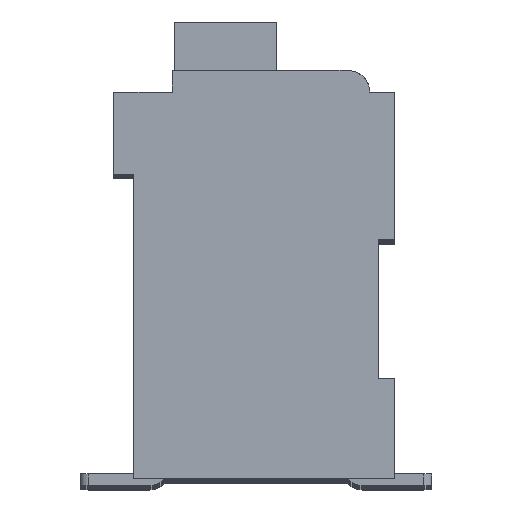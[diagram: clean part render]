
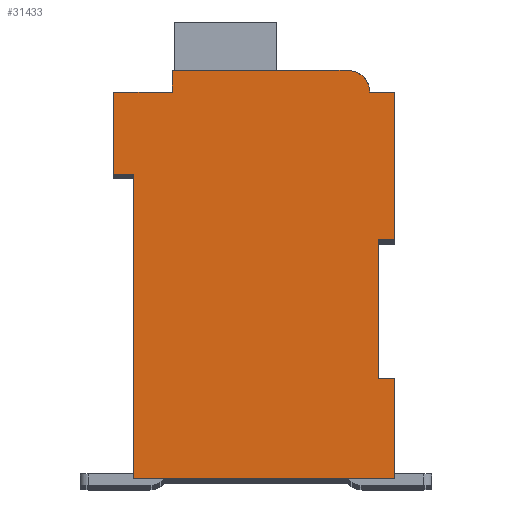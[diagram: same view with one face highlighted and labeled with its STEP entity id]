
A CAD part, top view. The second image highlights one B-rep face of the part: STEP entity #31433.
In plain terms, the highlighted planar face has unit normal (0, 0, 1).
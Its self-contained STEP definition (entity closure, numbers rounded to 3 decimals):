
#7470=DIRECTION('',(1.,0.,0.));
#7471=VECTOR('',#7470,0.5);
#7472=CARTESIAN_POINT('',(7.3,7.15,2.1));
#7473=LINE('',#7472,#7471);
#7474=DIRECTION('',(0.,1.,0.));
#7475=VECTOR('',#7474,4.15);
#7476=CARTESIAN_POINT('',(7.3,3.,2.1));
#7477=LINE('',#7476,#7475);
#7478=DIRECTION('',(-1.,0.,0.));
#7479=VECTOR('',#7478,0.5);
#7480=CARTESIAN_POINT('',(7.8,3.,2.1));
#7481=LINE('',#7480,#7479);
#7482=DIRECTION('',(0.,1.,0.));
#7483=VECTOR('',#7482,3.);
#7484=CARTESIAN_POINT('',(7.8,0.,2.1));
#7485=LINE('',#7484,#7483);
#7486=DIRECTION('',(1.,0.,0.));
#7487=VECTOR('',#7486,7.8);
#7488=CARTESIAN_POINT('',(0.,0.,2.1));
#7489=LINE('',#7488,#7487);
#7490=DIRECTION('',(0.,-1.,0.));
#7491=VECTOR('',#7490,9.1);
#7492=CARTESIAN_POINT('',(0.,9.1,2.1));
#7493=LINE('',#7492,#7491);
#7494=DIRECTION('',(1.,0.,0.));
#7495=VECTOR('',#7494,0.6);
#7496=CARTESIAN_POINT('',(-0.6,9.1,2.1));
#7497=LINE('',#7496,#7495);
#7498=DIRECTION('',(0.,-1.,0.));
#7499=VECTOR('',#7498,2.45);
#7500=CARTESIAN_POINT('',(-0.6,11.55,2.1));
#7501=LINE('',#7500,#7499);
#7502=DIRECTION('',(-1.,0.,0.));
#7503=VECTOR('',#7502,1.75);
#7504=CARTESIAN_POINT('',(1.15,11.55,2.1));
#7505=LINE('',#7504,#7503);
#7506=DIRECTION('',(0.,-1.,0.));
#7507=VECTOR('',#7506,0.65);
#7508=CARTESIAN_POINT('',(1.15,12.2,2.1));
#7509=LINE('',#7508,#7507);
#7510=DIRECTION('',(-1.,0.,0.));
#7511=VECTOR('',#7510,5.25);
#7512=CARTESIAN_POINT('',(6.4,12.2,2.1));
#7513=LINE('',#7512,#7511);
#7514=CARTESIAN_POINT('',(6.4,11.55,2.1));
#7515=DIRECTION('',(0.,0.,1.));
#7516=DIRECTION('',(1.,0.,0.));
#7517=AXIS2_PLACEMENT_3D('',#7514,#7515,#7516);
#7519=DIRECTION('',(-1.,0.,0.));
#7520=VECTOR('',#7519,0.75);
#7521=CARTESIAN_POINT('',(7.8,11.55,2.1));
#7522=LINE('',#7521,#7520);
#7523=DIRECTION('',(0.,1.,0.));
#7524=VECTOR('',#7523,4.4);
#7525=CARTESIAN_POINT('',(7.8,7.15,2.1));
#7526=LINE('',#7525,#7524);
#18505=CARTESIAN_POINT('',(7.3,7.15,2.1));
#18506=CARTESIAN_POINT('',(7.8,7.15,2.1));
#18507=VERTEX_POINT('',#18505);
#18508=VERTEX_POINT('',#18506);
#18509=CARTESIAN_POINT('',(7.8,11.55,2.1));
#18510=VERTEX_POINT('',#18509);
#18511=CARTESIAN_POINT('',(7.05,11.55,2.1));
#18512=VERTEX_POINT('',#18511);
#18513=CARTESIAN_POINT('',(6.4,12.2,2.1));
#18514=VERTEX_POINT('',#18513);
#18515=CARTESIAN_POINT('',(1.15,12.2,2.1));
#18516=VERTEX_POINT('',#18515);
#18517=CARTESIAN_POINT('',(1.15,11.55,2.1));
#18518=VERTEX_POINT('',#18517);
#18519=CARTESIAN_POINT('',(-0.6,11.55,2.1));
#18520=VERTEX_POINT('',#18519);
#18521=CARTESIAN_POINT('',(-0.6,9.1,2.1));
#18522=VERTEX_POINT('',#18521);
#18523=CARTESIAN_POINT('',(0.,9.1,2.1));
#18524=VERTEX_POINT('',#18523);
#18525=CARTESIAN_POINT('',(0.,0.,2.1));
#18526=VERTEX_POINT('',#18525);
#18527=CARTESIAN_POINT('',(7.8,0.,2.1));
#18528=VERTEX_POINT('',#18527);
#18529=CARTESIAN_POINT('',(7.8,3.,2.1));
#18530=VERTEX_POINT('',#18529);
#18531=CARTESIAN_POINT('',(7.3,3.,2.1));
#18532=VERTEX_POINT('',#18531);
#31412=CARTESIAN_POINT('',(0.,0.,2.1));
#31413=DIRECTION('',(0.,0.,1.));
#31414=DIRECTION('',(1.,0.,0.));
#31415=AXIS2_PLACEMENT_3D('',#31412,#31413,#31414);
#31416=PLANE('',#31415);
#31417=ORIENTED_EDGE('',*,*,#24326,.F.);
#31418=ORIENTED_EDGE('',*,*,#25174,.F.);
#31419=ORIENTED_EDGE('',*,*,#25876,.F.);
#31420=ORIENTED_EDGE('',*,*,#26351,.F.);
#31421=ORIENTED_EDGE('',*,*,#26902,.F.);
#31422=ORIENTED_EDGE('',*,*,#27631,.F.);
#31423=ORIENTED_EDGE('',*,*,#28284,.F.);
#31424=ORIENTED_EDGE('',*,*,#28563,.F.);
#31425=ORIENTED_EDGE('',*,*,#28985,.F.);
#31426=ORIENTED_EDGE('',*,*,#29792,.F.);
#31427=ORIENTED_EDGE('',*,*,#30428,.F.);
#31428=ORIENTED_EDGE('',*,*,#29036,.F.);
#31429=ORIENTED_EDGE('',*,*,#29573,.F.);
#31430=ORIENTED_EDGE('',*,*,#25069,.F.);
#31431=EDGE_LOOP('',(#31417,#31418,#31419,#31420,#31421,#31422,#31423,#31424,
#31425,#31426,#31427,#31428,#31429,#31430));
#31432=FACE_OUTER_BOUND('',#31431,.F.);
#7518=CIRCLE('',#7517,0.65);
#24326=EDGE_CURVE('',#18507,#18508,#7473,.T.);
#25069=EDGE_CURVE('',#18508,#18510,#7526,.T.);
#25174=EDGE_CURVE('',#18532,#18507,#7477,.T.);
#25876=EDGE_CURVE('',#18530,#18532,#7481,.T.);
#26351=EDGE_CURVE('',#18528,#18530,#7485,.T.);
#26902=EDGE_CURVE('',#18526,#18528,#7489,.T.);
#27631=EDGE_CURVE('',#18524,#18526,#7493,.T.);
#28284=EDGE_CURVE('',#18522,#18524,#7497,.T.);
#28563=EDGE_CURVE('',#18520,#18522,#7501,.T.);
#28985=EDGE_CURVE('',#18518,#18520,#7505,.T.);
#29036=EDGE_CURVE('',#18512,#18514,#7518,.T.);
#29573=EDGE_CURVE('',#18510,#18512,#7522,.T.);
#29792=EDGE_CURVE('',#18516,#18518,#7509,.T.);
#30428=EDGE_CURVE('',#18514,#18516,#7513,.T.);
#31433=ADVANCED_FACE('',(#31432),#31416,.T.);
